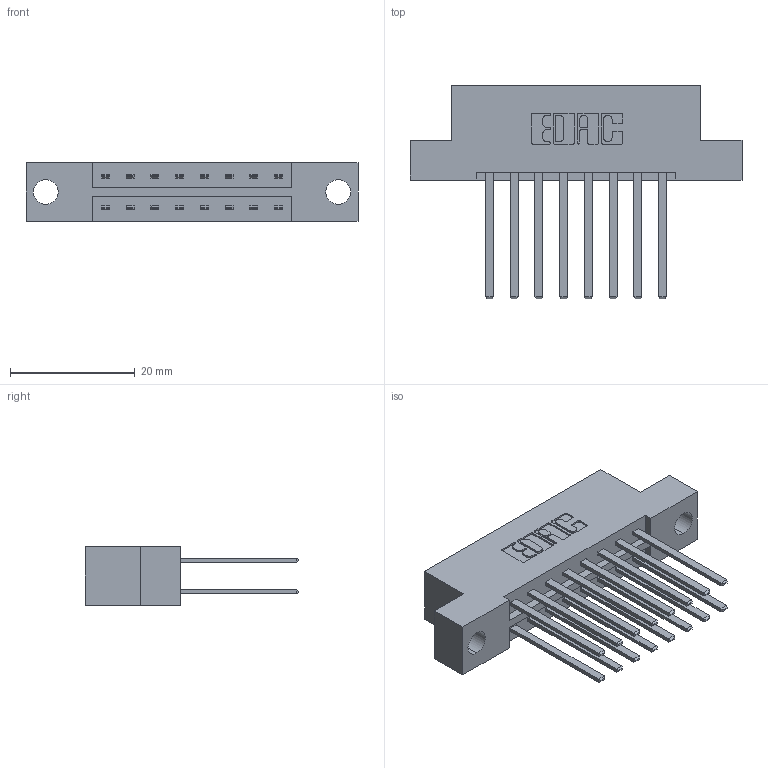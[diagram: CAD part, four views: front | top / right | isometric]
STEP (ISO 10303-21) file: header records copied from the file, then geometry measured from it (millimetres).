
FILE_DESCRIPTION (( 'STEP AP203' ), '1' );
FILE_NAME ('833-016-544-204.STEP', '2020-05-31T18:27:54', ( '' ), ( '' ), 'SwSTEP 2.0', 'SolidWorks 2020', '' );
FILE_SCHEMA (( 'CONFIG_CONTROL_DESIGN' ));
Length unit declared in the file: inch
Products named in the file (3): 833 Part_Flush - .156 Dia - TH; 833-016-544-204; 345-292-001_345-293-144
Assembly tree (17 placements, depth 2):
  833-016-544-204
    833 Part_Flush - .156 Dia - TH
    345-292-001_345-293-144  x16
Bounding box: 53.24 x 34.3 x 9.4 mm (x, y, z)
Volume: 5253.8 mm3; surface area: 6367.6 mm2
Topology: 17 solids, 17 shells, 850 faces, 2503 edges, 1646 vertices
Faces by surface type: plane 582, cylinder 268
Entity records: 9363 total; most frequent: CARTESIAN_POINT 1590, ORIENTED_EDGE 1526, DIRECTION 1415, EDGE_CURVE 763, LINE 639, VECTOR 639, VERTEX_POINT 506, AXIS2_PLACEMENT_3D 388
